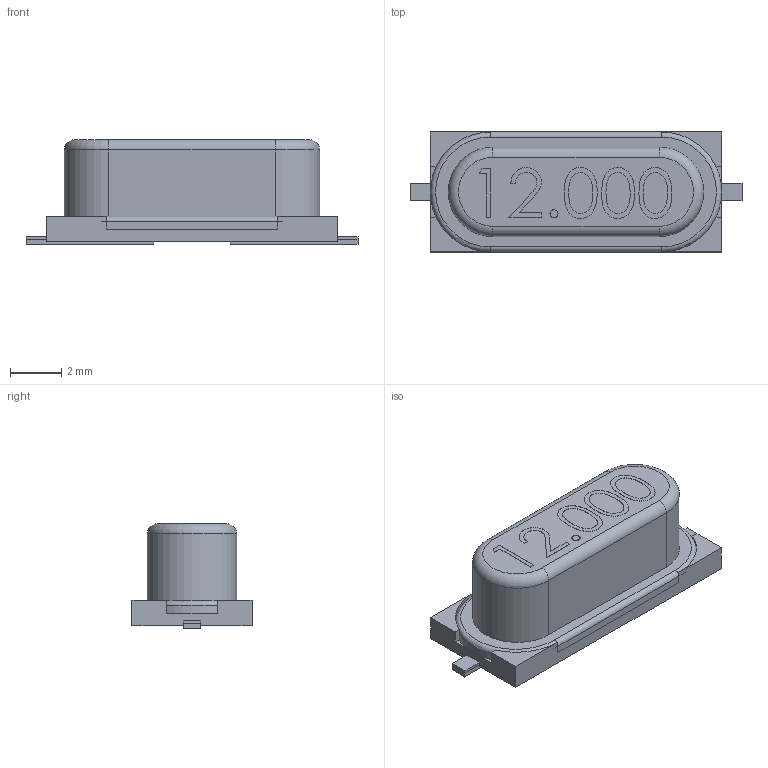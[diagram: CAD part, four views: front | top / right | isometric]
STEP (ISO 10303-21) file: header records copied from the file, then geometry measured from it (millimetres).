
FILE_DESCRIPTION (( 'STEP AP214' ), '1' );
FILE_NAME ('16mhZ.STEP', '2023-01-24T19:07:26', ( '' ), ( '' ), 'SwSTEP 2.0', 'SolidWorks 2020', '' );
FILE_SCHEMA (( 'AUTOMOTIVE_DESIGN' ));
Length unit declared in the file: millimetre
Products named in the file (1): 16mhZ
Bounding box: 13 x 4.7 x 4.11 mm (x, y, z)
Volume: 150.5 mm3; surface area: 215.1 mm2
Topology: 1 solids, 1 shells, 117 faces, 296 edges, 191 vertices
Faces by surface type: plane 62, bspline 37, cylinder 14, torus 4
Entity records: 7207 total; most frequent: CARTESIAN_POINT 3530, ORIENTED_EDGE 592, DIRECTION 417, EDGE_CURVE 296, VERTEX_POINT 191, VECTOR 189, LINE 189, EDGE_LOOP 127
